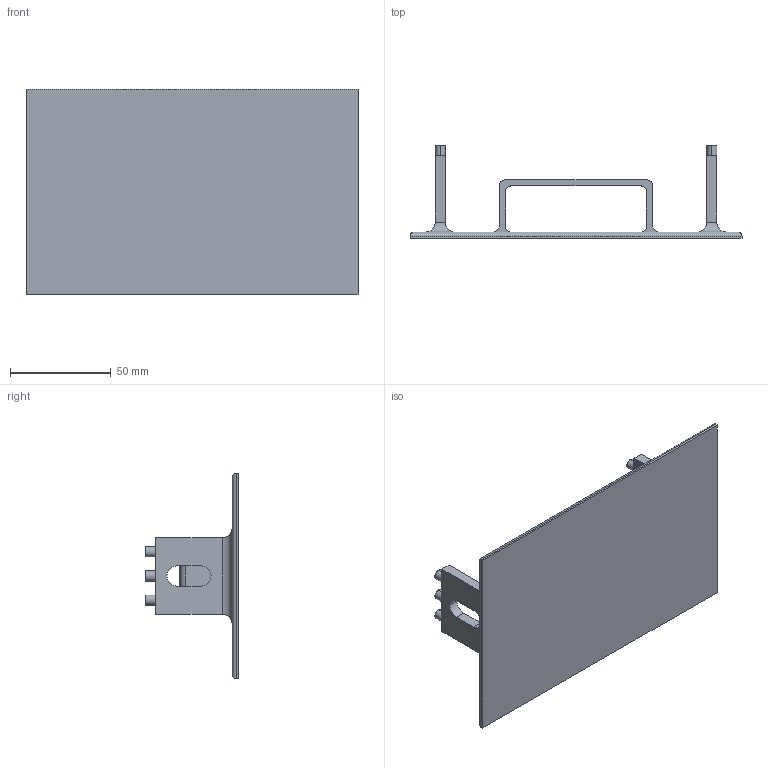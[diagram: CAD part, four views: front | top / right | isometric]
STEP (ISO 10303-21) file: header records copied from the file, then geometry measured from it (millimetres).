
FILE_DESCRIPTION (( 'STEP AP203' ), '1' );
FILE_NAME ('table_Default_sldprt.STEP', '2024-05-06T01:29:21', ( '' ), ( '' ), 'SwSTEP 2.0', 'SolidWorks 2021', '' );
FILE_SCHEMA (( 'CONFIG_CONTROL_DESIGN' ));
Length unit declared in the file: millimetre
Products named in the file (1): table_Default_sldprt
Bounding box: 165 x 46 x 102 mm (x, y, z)
Volume: 71631.6 mm3; surface area: 46518.1 mm2
Topology: 1 solids, 1 shells, 80 faces, 204 edges, 128 vertices
Faces by surface type: cylinder 40, plane 40
Entity records: 2493 total; most frequent: CARTESIAN_POINT 449, DIRECTION 422, ORIENTED_EDGE 408, EDGE_CURVE 204, AXIS2_PLACEMENT_3D 149, VERTEX_POINT 128, LINE 124, VECTOR 124
